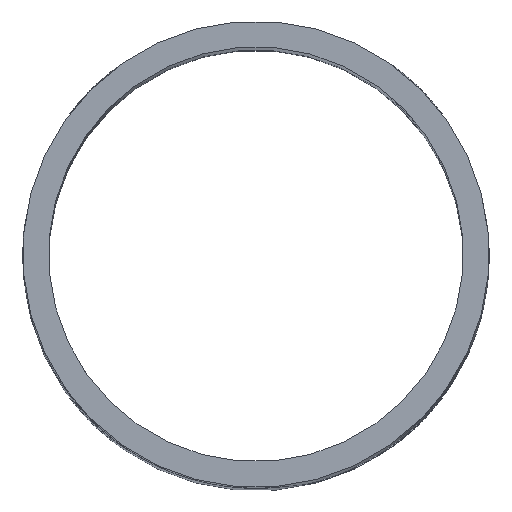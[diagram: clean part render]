
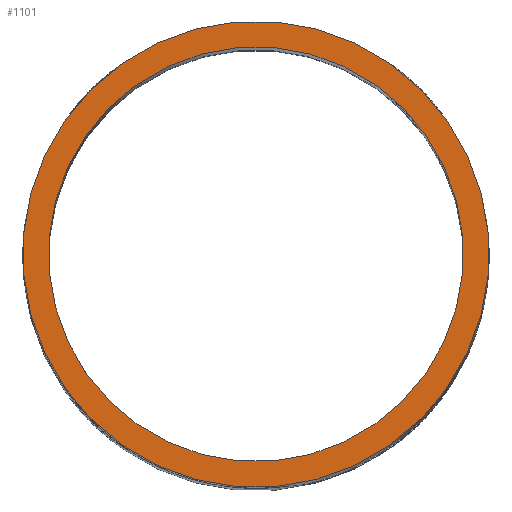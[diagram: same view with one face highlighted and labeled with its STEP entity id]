
A CAD part, top view. The second image highlights one B-rep face of the part: STEP entity #1101.
In plain terms, the highlighted planar face has unit normal (0, 0, 1).
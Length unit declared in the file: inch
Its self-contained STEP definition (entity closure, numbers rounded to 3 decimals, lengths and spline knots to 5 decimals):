
#63=FACE_BOUND('',#262,.T.);
#181=FACE_OUTER_BOUND('',#261,.T.);
#261=EDGE_LOOP('',(#879));
#262=EDGE_LOOP('',(#880));
#426=CIRCLE('',#1166,1.765);
#431=CIRCLE('',#1172,1.984);
#460=VERTEX_POINT('',#1551);
#517=VERTEX_POINT('',#2479);
#581=EDGE_CURVE('',#460,#460,#426,.T.);
#646=EDGE_CURVE('',#517,#517,#431,.T.);
#879=ORIENTED_EDGE('',*,*,#646,.T.);
#880=ORIENTED_EDGE('',*,*,#581,.F.);
#1090=PLANE('',#1175);
#1101=ADVANCED_FACE('',(#181,#63),#1090,.T.);
#1166=AXIS2_PLACEMENT_3D('',#1552,#1256,#1257);
#1172=AXIS2_PLACEMENT_3D('',#2481,#1281,#1282);
#1175=AXIS2_PLACEMENT_3D('',#3243,#1288,#1289);
#1256=DIRECTION('center_axis',(0.,0.,1.));
#1257=DIRECTION('ref_axis',(-0.707,0.707,0.));
#1281=DIRECTION('center_axis',(0.,0.,1.));
#1282=DIRECTION('ref_axis',(-0.707,0.707,0.));
#1288=DIRECTION('center_axis',(0.,0.,1.));
#1289=DIRECTION('ref_axis',(0.707,-0.707,0.));
#1551=CARTESIAN_POINT('',(1.24804,-1.24804,32.));
#1552=CARTESIAN_POINT('Origin',(0.,0.,32.));
#2479=CARTESIAN_POINT('',(1.4029,-1.4029,32.));
#2481=CARTESIAN_POINT('Origin',(0.,0.,32.));
#3243=CARTESIAN_POINT('Origin',(0.,0.,32.));
